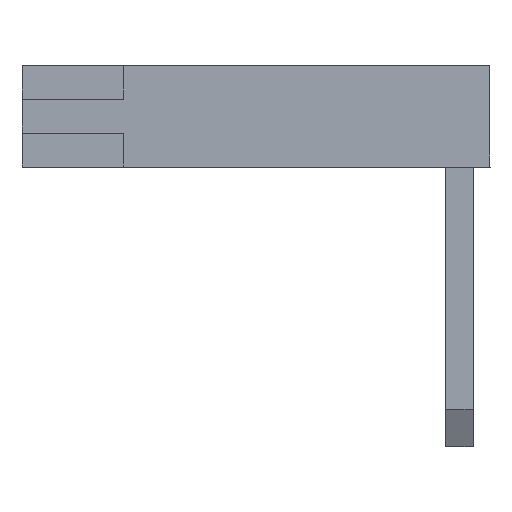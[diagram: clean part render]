
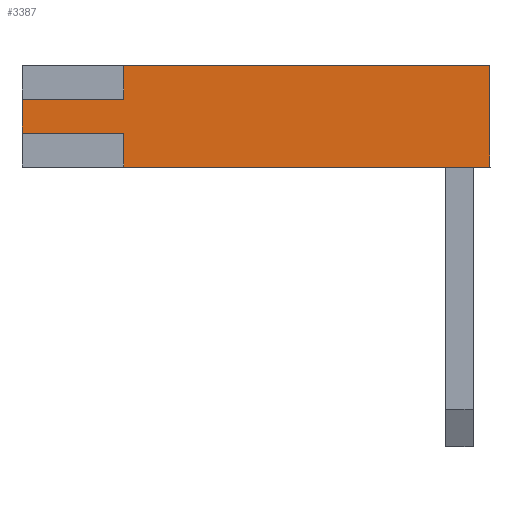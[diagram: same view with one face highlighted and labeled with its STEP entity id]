
A CAD part, left-side view. The second image highlights one B-rep face of the part: STEP entity #3387.
In plain terms, the highlighted planar face has unit normal (-1, 0, 0).
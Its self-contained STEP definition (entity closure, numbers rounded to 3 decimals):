
#3370=AXIS2_PLACEMENT_3D('Plane Axis2P3D',#3367,#3368,#3369) ;
#813=CARTESIAN_POINT('Vertex',(0.,10.8,11.244)) ;
#818=CARTESIAN_POINT('Line Origine',(0.,5.4,11.244)) ;
#822=CARTESIAN_POINT('Vertex',(0.,0.,11.244)) ;
#1761=CARTESIAN_POINT('Vertex',(0.,0.,8.244)) ;
#1764=CARTESIAN_POINT('Line Origine',(0.,5.4,8.244)) ;
#1768=CARTESIAN_POINT('Vertex',(0.,10.8,8.244)) ;
#2365=CARTESIAN_POINT('Vertex',(0.,10.8,9.244)) ;
#2369=CARTESIAN_POINT('Control Point',(0.,13.8,9.244)) ;
#2370=CARTESIAN_POINT('Control Point',(0.,10.8,9.244)) ;
#2371=CARTESIAN_POINT('Vertex',(0.,13.8,9.244)) ;
#2519=CARTESIAN_POINT('Vertex',(0.,13.8,10.244)) ;
#2524=CARTESIAN_POINT('Line Origine',(0.,12.3,10.244)) ;
#2528=CARTESIAN_POINT('Vertex',(0.,10.8,10.244)) ;
#2809=CARTESIAN_POINT('Line Origine',(0.,10.8,8.744)) ;
#3202=CARTESIAN_POINT('Line Origine',(0.,13.8,9.744)) ;
#3354=CARTESIAN_POINT('Line Origine',(0.,0.,9.744)) ;
#3367=CARTESIAN_POINT('Axis2P3D Location',(0.,0.,8.244)) ;
#3372=CARTESIAN_POINT('Line Origine',(0.,10.8,10.744)) ;
#819=DIRECTION('Vector Direction',(0.,1.,0.)) ;
#1765=DIRECTION('Vector Direction',(0.,1.,0.)) ;
#2525=DIRECTION('Vector Direction',(0.,1.,0.)) ;
#2810=DIRECTION('Vector Direction',(0.,0.,1.)) ;
#3203=DIRECTION('Vector Direction',(0.,0.,1.)) ;
#3355=DIRECTION('Vector Direction',(0.,0.,1.)) ;
#3368=DIRECTION('Axis2P3D Direction',(1.,0.,-0.)) ;
#3369=DIRECTION('Axis2P3D XDirection',(0.,1.,0.)) ;
#3373=DIRECTION('Vector Direction',(0.,0.,1.)) ;
#820=VECTOR('Line Direction',#819,1.) ;
#1766=VECTOR('Line Direction',#1765,1.) ;
#2526=VECTOR('Line Direction',#2525,1.) ;
#2811=VECTOR('Line Direction',#2810,1.) ;
#3204=VECTOR('Line Direction',#3203,1.) ;
#3356=VECTOR('Line Direction',#3355,1.) ;
#3374=VECTOR('Line Direction',#3373,1.) ;
#3378=ORIENTED_EDGE('',*,*,#824,.T.) ;
#3379=ORIENTED_EDGE('',*,*,#3376,.F.) ;
#3380=ORIENTED_EDGE('',*,*,#2530,.T.) ;
#3381=ORIENTED_EDGE('',*,*,#3206,.F.) ;
#3382=ORIENTED_EDGE('',*,*,#2373,.T.) ;
#3383=ORIENTED_EDGE('',*,*,#2813,.F.) ;
#3384=ORIENTED_EDGE('',*,*,#1770,.T.) ;
#3385=ORIENTED_EDGE('',*,*,#3358,.T.) ;
#3387=ADVANCED_FACE('QV',(#3386),#3371,.F.) ;
#2368=B_SPLINE_CURVE_WITH_KNOTS('',1,(#2369,#2370),.UNSPECIFIED.,.F.,.U.,(2,2),(0.,3.),.UNSPECIFIED.) ;
#824=EDGE_CURVE('',#823,#814,#821,.T.) ;
#1770=EDGE_CURVE('',#1769,#1762,#1767,.F.) ;
#2373=EDGE_CURVE('',#2372,#2366,#2368,.T.) ;
#2530=EDGE_CURVE('',#2529,#2520,#2527,.T.) ;
#2813=EDGE_CURVE('',#1769,#2366,#2812,.T.) ;
#3206=EDGE_CURVE('',#2372,#2520,#3205,.T.) ;
#3358=EDGE_CURVE('',#1762,#823,#3357,.T.) ;
#3376=EDGE_CURVE('',#2529,#814,#3375,.T.) ;
#3377=EDGE_LOOP('',(#3378,#3379,#3380,#3381,#3382,#3383,#3384,#3385)) ;
#3386=FACE_OUTER_BOUND('',#3377,.T.) ;
#821=LINE('Line',#818,#820) ;
#1767=LINE('Line',#1764,#1766) ;
#2527=LINE('Line',#2524,#2526) ;
#2812=LINE('Line',#2809,#2811) ;
#3205=LINE('Line',#3202,#3204) ;
#3357=LINE('Line',#3354,#3356) ;
#3375=LINE('Line',#3372,#3374) ;
#3371=PLANE('',#3370) ;
#814=VERTEX_POINT('',#813) ;
#823=VERTEX_POINT('',#822) ;
#1762=VERTEX_POINT('',#1761) ;
#1769=VERTEX_POINT('',#1768) ;
#2366=VERTEX_POINT('',#2365) ;
#2372=VERTEX_POINT('',#2371) ;
#2520=VERTEX_POINT('',#2519) ;
#2529=VERTEX_POINT('',#2528) ;
